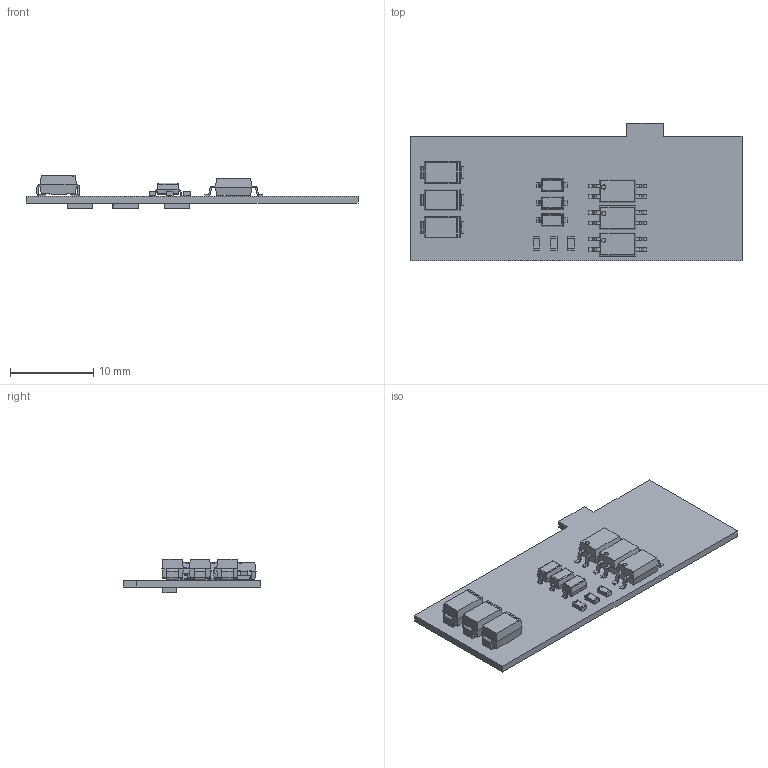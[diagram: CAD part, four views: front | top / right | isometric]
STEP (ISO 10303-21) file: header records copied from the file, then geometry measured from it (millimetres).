
FILE_DESCRIPTION(('Open CASCADE Model'),'2;1');
FILE_NAME('Open CASCADE Shape Model','2025-07-22T14:50:52',('Author'),( 'Open CASCADE'),'Open CASCADE STEP processor 7.5','Open CASCADE 7.5' ,'Unknown');
FILE_SCHEMA(('AUTOMOTIVE_DESIGN { 1 0 10303 214 1 1 1 1 }'));
Length unit declared in the file: millimetre
Products named in the file (23): PCB; Board; Open CASCADE STEP translator 7.5 2.1.1; V1; SOD123; V6; SMA; V5; V4; V3; V2; U3; VOS617A-2X001T; U2; U1; R4; RC1206; R3; R2; C5; RC0603L; C4; C3
Assembly tree (32 placements, depth 3):
  PCB
    Board
      Open CASCADE STEP translator 7.5 2.1.1
    V1
      SOD123
    V6
      SMA
    V5
      SOD123
    V4
      SMA
    V3
      SOD123
    V2
      SMA
    U3
      VOS617A-2X001T
    U2
      VOS617A-2X001T
    U1
      VOS617A-2X001T
    R4
      RC1206
    R3
      RC1206
    R2
      RC1206
    C5
      RC0603L
    C4
      RC0603L
    C3
      RC0603L
Bounding box: 40 x 16.6 x 4 mm (x, y, z)
Volume: 686.1 mm3; surface area: 1917.6 mm2
Topology: 52 solids, 52 shells, 817 faces, 1878 edges, 1168 vertices
Faces by surface type: plane 691, cylinder 126
Entity records: 8353 total; most frequent: CARTESIAN_POINT 1378, DIRECTION 1326, ORIENTED_EDGE 1284, EDGE_CURVE 642, LINE 566, VECTOR 566, VERTEX_POINT 400, AXIS2_PLACEMENT_3D 380
